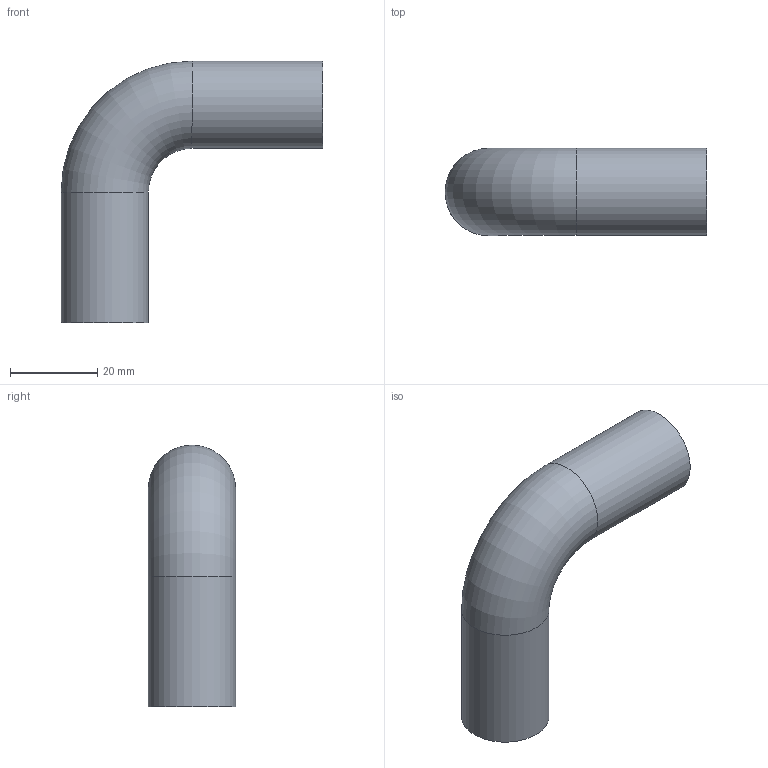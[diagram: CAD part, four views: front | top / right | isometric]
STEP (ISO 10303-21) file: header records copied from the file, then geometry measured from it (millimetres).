
FILE_DESCRIPTION(('FreeCAD Model'),'2;1');
FILE_NAME('PipeCurveRadiusLarger.step', '2020-09-04T15:49:32',('Author'),(''), 'Open CASCADE STEP processor 7.4','FreeCAD','Unknown');
FILE_SCHEMA(('AUTOMOTIVE_DESIGN { 1 0 10303 214 1 1 1 1 }'));
Length unit declared in the file: millimetre
Products named in the file (1): PipeCurveRadiusLarger
Bounding box: 60 x 20 x 60 mm (x, y, z)
Volume: 28719.2 mm3; surface area: 6372.2 mm2
Topology: 1 solids, 1 shells, 5 faces, 7 edges, 4 vertices
Faces by surface type: plane 2, cylinder 1, torus 1, extrusion 1
Full cylindrical faces by diameter (mm): 20 x1
Entity records: 226 total; most frequent: DIRECTION 39, CARTESIAN_POINT 31, VECTOR 15, ORIENTED_EDGE 14, PCURVE 14, DEFINITIONAL_REPRESENTATION 14, LINE 14, AXIS2_PLACEMENT_3D 11
